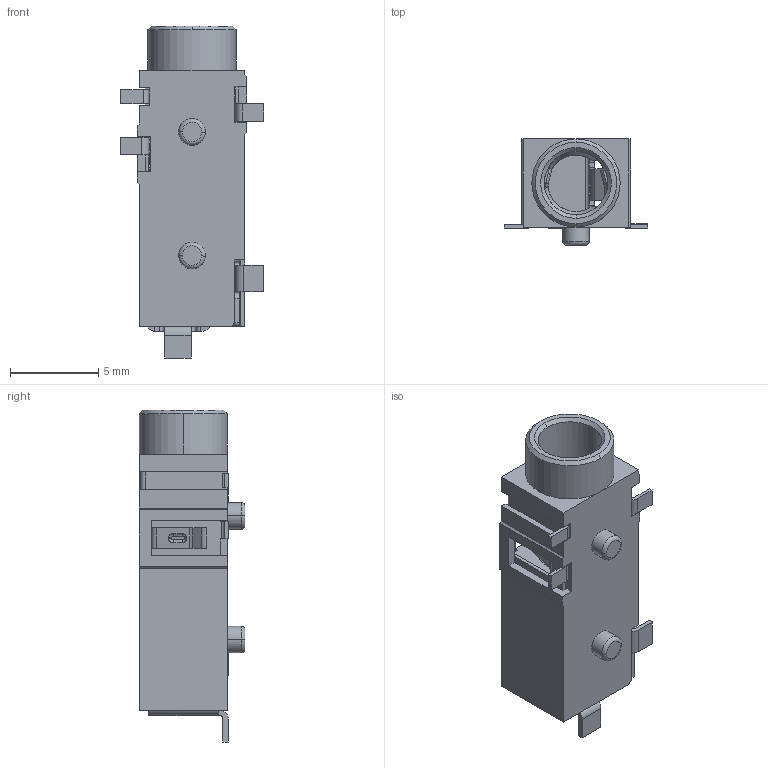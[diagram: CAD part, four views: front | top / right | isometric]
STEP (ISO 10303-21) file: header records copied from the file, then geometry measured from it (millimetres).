
FILE_DESCRIPTION((''),'2;1');
FILE_NAME('KYJ-035-09_03_','2017-02-24T',('Administrator'),(''),'PRO/ENGINEER BY PARAMETRIC TECHNOLOGY CORPORATION, 2009440','PRO/ENGINEER BY PARAMETRIC TECHNOLOGY CORPORATION, 2009440','');
FILE_SCHEMA(('AUTOMOTIVE_DESIGN_CC2 { 1 2 10303 214 -1 1 5 2 }'));
Length unit declared in the file: millimetre
Products named in the file (1): KYJ-035-09_03_
Bounding box: 8.1 x 6 x 18.8 mm (x, y, z)
Volume: 273.3 mm3; surface area: 957.3 mm2
Topology: 1 solids, 1 shells, 544 faces, 1652 edges, 1072 vertices
Faces by surface type: plane 359, cylinder 149, bspline 18, cone 11, torus 4, sphere 3
Entity records: 18844 total; most frequent: CARTESIAN_POINT 3834, ORIENTED_EDGE 3302, DIRECTION 2994, EDGE_CURVE 1651, VECTOR 1234, LINE 1234, VERTEX_POINT 1072, AXIS2_PLACEMENT_3D 880
